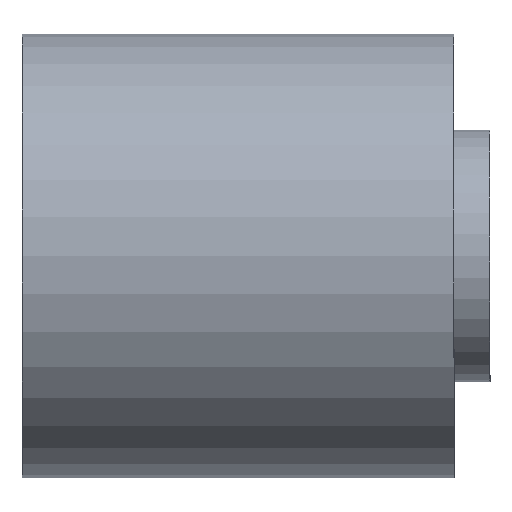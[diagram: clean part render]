
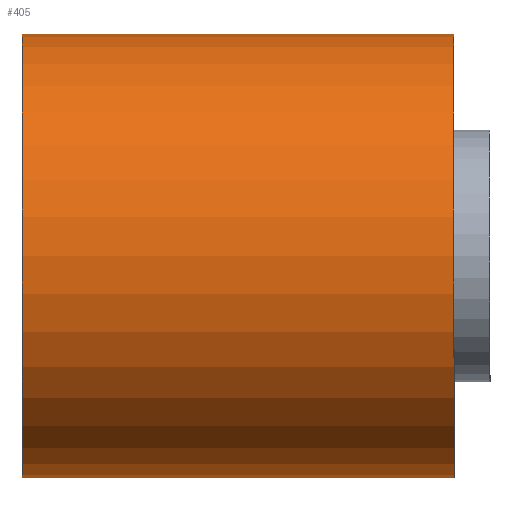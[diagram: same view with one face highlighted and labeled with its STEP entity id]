
A CAD part, top view. The second image highlights one B-rep face of the part: STEP entity #405.
In plain terms, the highlighted cylindrical face has radius 37 mm (diameter 74 mm), a partial arc.
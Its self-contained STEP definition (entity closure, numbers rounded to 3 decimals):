
#8 = EDGE_CURVE ( 'NONE', #199, #343, #69, .T. ) ;
#38 = CARTESIAN_POINT ( 'NONE',  ( 29.492, 72.901, 48.575 ) ) ;
#39 = CARTESIAN_POINT ( 'NONE',  ( 29.492, 35.901, 48.575 ) ) ;
#41 = CARTESIAN_POINT ( 'NONE',  ( 29.492, 109.901, 48.575 ) ) ;
#59 = EDGE_LOOP ( 'NONE', ( #369, #291, #128, #96 ) ) ;
#69 = LINE ( 'NONE', #39, #282 ) ;
#72 = LINE ( 'NONE', #41, #419 ) ;
#74 = FACE_OUTER_BOUND ( 'NONE', #59, .T. ) ;
#96 = ORIENTED_EDGE ( 'NONE', *, *, #470, .F. ) ;
#100 = CARTESIAN_POINT ( 'NONE',  ( 34., 109.901, 48.575 ) ) ;
#125 = AXIS2_PLACEMENT_3D ( 'NONE', #431, #243, #245 ) ;
#128 = ORIENTED_EDGE ( 'NONE', *, *, #458, .T. ) ;
#134 = CYLINDRICAL_SURFACE ( 'NONE', #258, 37. ) ;
#180 = DIRECTION ( 'NONE',  ( -1., 0., 0. ) ) ;
#199 = VERTEX_POINT ( 'NONE', #305 ) ;
#213 = DIRECTION ( 'NONE',  ( -1., 0., 0. ) ) ;
#217 = DIRECTION ( 'NONE',  ( 0., 1., 0. ) ) ;
#243 = DIRECTION ( 'NONE',  ( -1., 0., 0. ) ) ;
#245 = DIRECTION ( 'NONE',  ( 0., 1., 0. ) ) ;
#258 = AXIS2_PLACEMENT_3D ( 'NONE', #38, #289, #406 ) ;
#282 = VECTOR ( 'NONE', #483, 1000. ) ;
#283 = CIRCLE ( 'NONE', #125, 37. ) ;
#289 = DIRECTION ( 'NONE',  ( -1., 0., 0. ) ) ;
#291 = ORIENTED_EDGE ( 'NONE', *, *, #330, .T. ) ;
#305 = CARTESIAN_POINT ( 'NONE',  ( 34., 35.901, 48.575 ) ) ;
#323 = VERTEX_POINT ( 'NONE', #100 ) ;
#330 = EDGE_CURVE ( 'NONE', #199, #323, #283, .T. ) ;
#343 = VERTEX_POINT ( 'NONE', #349 ) ;
#347 = VERTEX_POINT ( 'NONE', #468 ) ;
#349 = CARTESIAN_POINT ( 'NONE',  ( -38., 35.901, 48.575 ) ) ;
#369 = ORIENTED_EDGE ( 'NONE', *, *, #8, .F. ) ;
#393 = CIRCLE ( 'NONE', #409, 37. ) ;
#405 = ADVANCED_FACE ( 'NONE', ( #74 ), #134, .T. ) ;
#406 = DIRECTION ( 'NONE',  ( 0., 1., 0. ) ) ;
#409 = AXIS2_PLACEMENT_3D ( 'NONE', #446, #180, #217 ) ;
#419 = VECTOR ( 'NONE', #213, 1000. ) ;
#431 = CARTESIAN_POINT ( 'NONE',  ( 34., 72.901, 48.575 ) ) ;
#446 = CARTESIAN_POINT ( 'NONE',  ( -38., 72.901, 48.575 ) ) ;
#458 = EDGE_CURVE ( 'NONE', #323, #347, #72, .T. ) ;
#468 = CARTESIAN_POINT ( 'NONE',  ( -38., 109.901, 48.575 ) ) ;
#470 = EDGE_CURVE ( 'NONE', #343, #347, #393, .T. ) ;
#483 = DIRECTION ( 'NONE',  ( -1., 0., 0. ) ) ;
